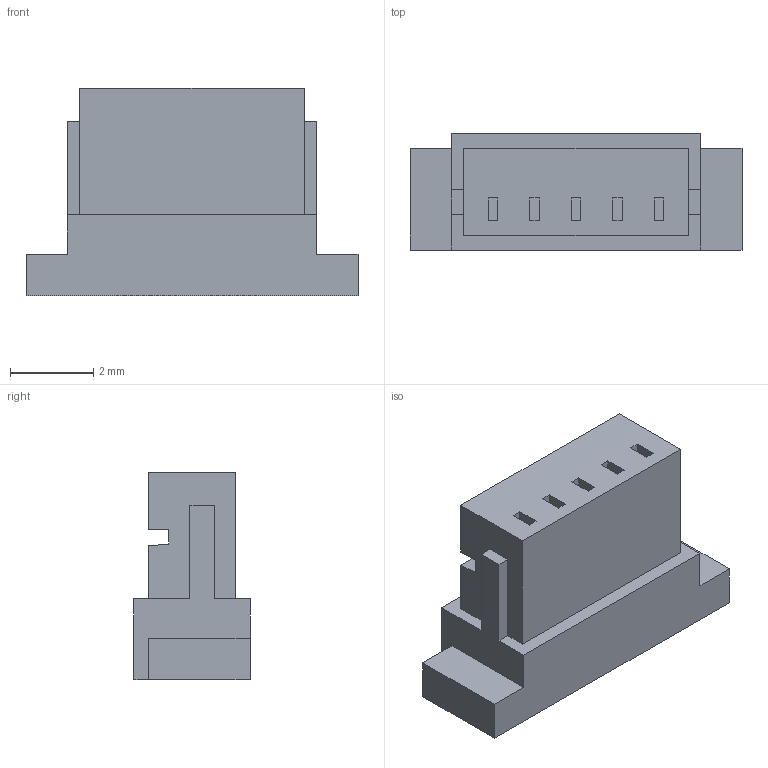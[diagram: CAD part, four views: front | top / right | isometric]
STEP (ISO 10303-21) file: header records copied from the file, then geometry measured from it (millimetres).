
FILE_DESCRIPTION(/* description */ (''),/* implementation_level */ '2;1');
FILE_NAME(/* name */ 'SHR-05V-S-B.step',/* time_stamp */ '2016-08-29T16:29:58+09:00',/* author */ (''),/* organization */ (''),/* preprocessor_version */ 'ST-DEVELOPER v16.5',/* originating_system */ 'Autodesk Translation Framework v5.1.0.2740',/* authorisation */ '');
FILE_SCHEMA (('AUTOMOTIVE_DESIGN { 1 0 10303 214 3 1 1 }'));
Length unit declared in the file: centimetre
Products named in the file (1): SHR-05V-S-B
Bounding box: 8 x 2.8 x 5 mm (x, y, z)
Volume: 65.5 mm3; surface area: 161.2 mm2
Topology: 1 solids, 1 shells, 78 faces, 198 edges, 132 vertices
Faces by surface type: plane 78
Entity records: 2418 total; most frequent: CARTESIAN_POINT 409, ORIENTED_EDGE 396, DIRECTION 356, LINE 198, VECTOR 198, EDGE_CURVE 198, VERTEX_POINT 132, EDGE_LOOP 88
